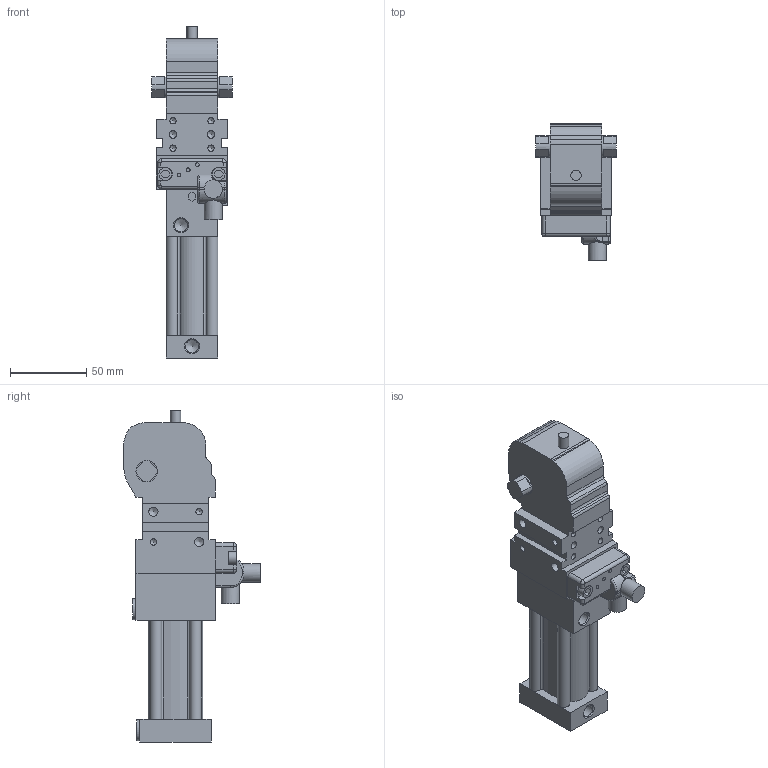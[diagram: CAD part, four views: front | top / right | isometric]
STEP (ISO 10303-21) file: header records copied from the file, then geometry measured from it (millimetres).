
FILE_DESCRIPTION(/* description */ (''),/* implementation_level */ '2;1');
FILE_NAME(/* name */ 'C1P25EG###.stp',/* time_stamp */ '2016-02-08T15:07:32+01:00',/* author */ ('donadda1'),/* organization */ ('Pneumax S.p.A.'),/* preprocessor_version */ 'ST-DEVELOPER v15.2',/* originating_system */ 'Autodesk Inventor 2014',/* authorisation */ '');
FILE_SCHEMA (('AUTOMOTIVE_DESIGN { 1 0 10303 214 3 1 1 }'));
Length unit declared in the file: millimetre
Products named in the file (4): CHIUSURA 25; SENSOR_PNX_CONN_90°; SENSOR_PNX; C1P25EG###
Bounding box: 53 x 89.67 x 218.3 mm (x, y, z)
Volume: 369071.8 mm3; surface area: 60198.5 mm2
Topology: 3 solids, 3 shells, 334 faces, 831 edges, 534 vertices
Faces by surface type: plane 179, cylinder 108, cone 28, bspline 9, torus 8, sphere 2
Full cylindrical faces by diameter (mm): 4.134 x14, 5 x8, 5.489 x4, 6 x4, 6.8 x1, 8.5 x4, 8.566 x2, 12 x2, 14 x4
Entity records: 9570 total; most frequent: CARTESIAN_POINT 1836, DIRECTION 1640, ORIENTED_EDGE 1456, EDGE_CURVE 728, AXIS2_PLACEMENT_3D 595, VERTEX_POINT 502, LINE 450, VECTOR 450
